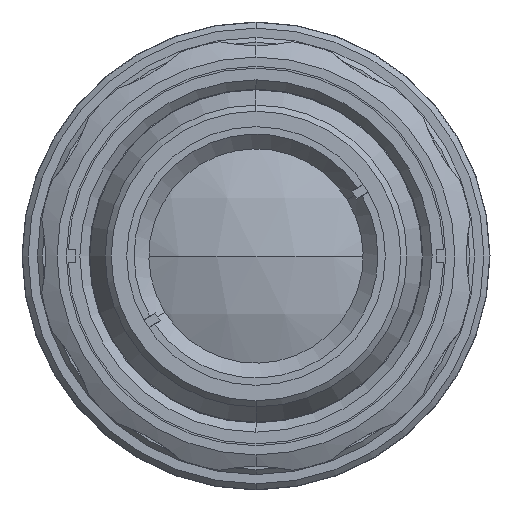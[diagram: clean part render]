
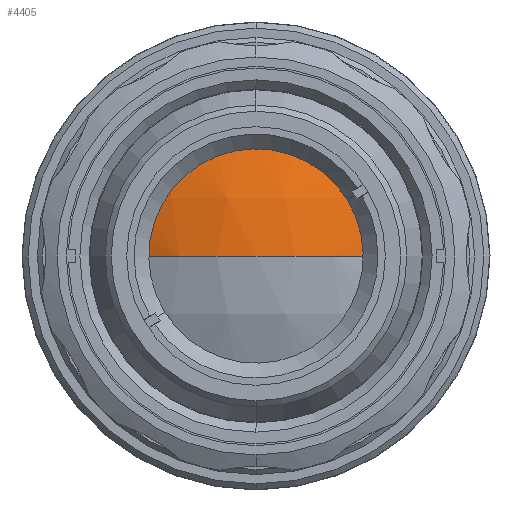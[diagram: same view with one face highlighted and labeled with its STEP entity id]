
A CAD part, left-side view. The second image highlights one B-rep face of the part: STEP entity #4405.
In plain terms, the highlighted spherical face has radius 45.2 mm.
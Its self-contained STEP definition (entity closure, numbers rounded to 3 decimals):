
#316 = SPHERICAL_SURFACE ( 'NONE', #982, 45.2 ) ;
#454 = AXIS2_PLACEMENT_3D ( 'NONE', #1924, #3007, #4041 ) ;
#481 = CIRCLE ( 'NONE', #4434, 45.2 ) ;
#532 = CARTESIAN_POINT ( 'NONE',  ( -275.711, 18.5, 0. ) ) ;
#576 = DIRECTION ( 'NONE',  ( 0., 0., -1. ) ) ;
#781 = EDGE_CURVE ( 'NONE', #3923, #838, #3230, .T. ) ;
#801 = EDGE_CURVE ( 'NONE', #838, #4075, #1473, .T. ) ;
#838 = VERTEX_POINT ( 'NONE', #532 ) ;
#982 = AXIS2_PLACEMENT_3D ( 'NONE', #2353, #1643, #4518 ) ;
#1221 = DIRECTION ( 'NONE',  ( 0., 0., 1. ) ) ;
#1473 = CIRCLE ( 'NONE', #2425, 18.5 ) ;
#1609 = ORIENTED_EDGE ( 'NONE', *, *, #781, .F. ) ;
#1643 = DIRECTION ( 'NONE',  ( 0., 0., 1. ) ) ;
#1707 = FACE_OUTER_BOUND ( 'NONE', #2860, .T. ) ;
#1886 = ORIENTED_EDGE ( 'NONE', *, *, #3555, .T. ) ;
#1902 = DIRECTION ( 'NONE',  ( 1., 0., 0. ) ) ;
#1924 = CARTESIAN_POINT ( 'NONE',  ( -234.47, 0., 0. ) ) ;
#2353 = CARTESIAN_POINT ( 'NONE',  ( -234.47, 0., 0. ) ) ;
#2366 = CARTESIAN_POINT ( 'NONE',  ( -275.711, -18.5, 0. ) ) ;
#2368 = CARTESIAN_POINT ( 'NONE',  ( -275.711, 0., 0. ) ) ;
#2425 = AXIS2_PLACEMENT_3D ( 'NONE', #2368, #1902, #576 ) ;
#2601 = CARTESIAN_POINT ( 'NONE',  ( -234.47, 0., 0. ) ) ;
#2860 = EDGE_LOOP ( 'NONE', ( #1609, #1886, #4079 ) ) ;
#3007 = DIRECTION ( 'NONE',  ( 0., 0., -1. ) ) ;
#3215 = CARTESIAN_POINT ( 'NONE',  ( -279.67, 0., 0. ) ) ;
#3230 = CIRCLE ( 'NONE', #454, 45.2 ) ;
#3555 = EDGE_CURVE ( 'NONE', #3923, #4075, #481, .T. ) ;
#3923 = VERTEX_POINT ( 'NONE', #3215 ) ;
#4001 = DIRECTION ( 'NONE',  ( 0., -1., 0. ) ) ;
#4041 = DIRECTION ( 'NONE',  ( -1., 0., 0. ) ) ;
#4075 = VERTEX_POINT ( 'NONE', #2366 ) ;
#4079 = ORIENTED_EDGE ( 'NONE', *, *, #801, .F. ) ;
#4405 = ADVANCED_FACE ( 'NONE', ( #1707 ), #316, .T. ) ;
#4434 = AXIS2_PLACEMENT_3D ( 'NONE', #2601, #1221, #4001 ) ;
#4518 = DIRECTION ( 'NONE',  ( 0., 1., 0. ) ) ;
